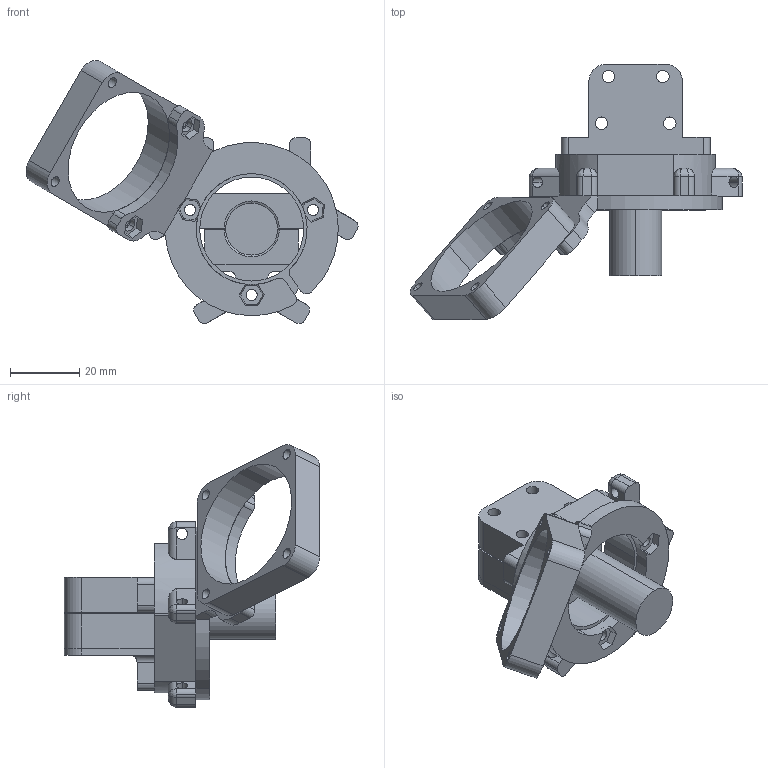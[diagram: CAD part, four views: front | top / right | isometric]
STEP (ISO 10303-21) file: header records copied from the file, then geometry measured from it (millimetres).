
FILE_DESCRIPTION (( 'STEP AP214' ), '1' );
FILE_NAME ('Effector And Hot End.STEP', '2014-02-23T20:26:19', ( '' ), ( '' ), 'SwSTEP 2.0', 'SolidWorks 2011', '' );
FILE_SCHEMA (( 'AUTOMOTIVE_DESIGN' ));
Length unit declared in the file: millimetre
Products named in the file (8): Fan; Fan and LED Mount; Hot End; Hot End Plate; Platform; Hot End Holder_With Wings; Hot End Holder; Effector And Hot End
Assembly tree (7 placements, depth 2):
  Effector And Hot End
    Hot End Holder
    Fan and LED Mount
    Hot End Plate
    Platform
    Fan
    Hot End
    Hot End Holder_With Wings
Bounding box: 95.79 x 73.71 x 75.89 mm (x, y, z)
Volume: 43435.7 mm3; surface area: 25964.1 mm2
Topology: 7 solids, 7 shells, 294 faces, 838 edges, 536 vertices
Faces by surface type: cylinder 157, plane 117, bspline 14, cone 6
Entity records: 10659 total; most frequent: CARTESIAN_POINT 2564, ORIENTED_EDGE 1652, DIRECTION 1636, EDGE_CURVE 826, AXIS2_PLACEMENT_3D 590, VERTEX_POINT 536, VECTOR 456, LINE 456
